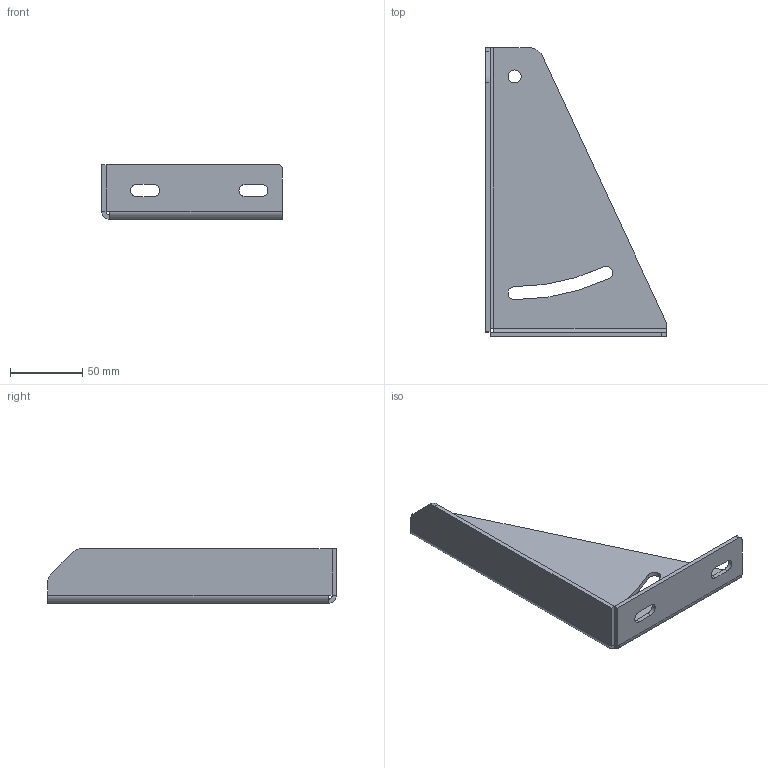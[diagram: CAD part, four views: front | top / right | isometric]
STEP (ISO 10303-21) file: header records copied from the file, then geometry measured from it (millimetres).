
FILE_DESCRIPTION(('Creo Elements/Direct Modeling STEP Export'),'2;1');
FILE_NAME('44.0186.3_Schwenkwinkel-MMS-44_200x125x38x3-rechts-chem-vernickelt.stp','2022-03-21T 8:57:41',(''),(''),'PTC Creo Elements/Direct Modeling STEP processor for AP214 (Solid Model)','PTC Creo Elements/Direct Modeling 19.0C 15-Aug-2015 (C) Parametric Technology GmbH','');
FILE_SCHEMA(('AUTOMOTIVE_DESIGN { 1 0 10303 214 1 1 1 1 }'));
Length unit declared in the file: millimetre
Products named in the file (2): Schwenkwinkel-MMS-44_200x125x38x3-rechts-chem-vernickelt_44.0186.3_PX17
3418
Assembly tree (1 placements, depth 2):
  Schwenkwinkel-MMS-44_200x125x38x3-rechts-chem-vernickelt_44.0186.3_PX17
3418
    Schwenkwinkel-MMS-44_200x125x38x3-rechts-chem-vernickelt_44.0186.3_PX17
3418
Bounding box: 125 x 200 x 38 mm (x, y, z)
Volume: 77742.3 mm3; surface area: 54815.1 mm2
Topology: 1 solids, 1 shells, 40 faces, 106 edges, 68 vertices
Faces by surface type: plane 22, cylinder 18
Entity records: 1285 total; most frequent: DIRECTION 220, CARTESIAN_POINT 212, ORIENTED_EDGE 212, EDGE_CURVE 106, AXIS2_PLACEMENT_3D 76, VECTOR 68, LINE 68, VERTEX_POINT 68
